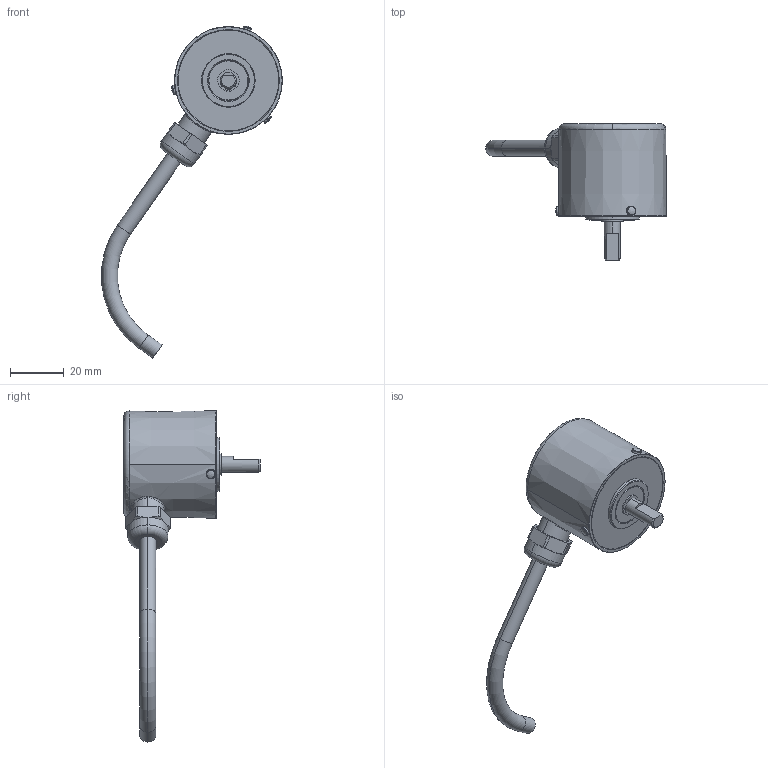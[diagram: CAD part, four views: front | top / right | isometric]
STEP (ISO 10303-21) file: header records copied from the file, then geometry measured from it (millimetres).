
FILE_DESCRIPTION (( 'STEP AP214' ), '1' );
FILE_NAME ('TRD-SR100AWD.STEP', '2021-05-10T14:11:14', ( '' ), ( '' ), 'SwSTEP 2.0', 'SolidWorks 2017', '' );
FILE_SCHEMA (( 'AUTOMOTIVE_DESIGN' ));
Length unit declared in the file: inch
Products named in the file (1): TRD-SR100AWD
Bounding box: 67.45 x 50.94 x 123.9 mm (x, y, z)
Volume: 48696.6 mm3; surface area: 10858.7 mm2
Topology: 1 solids, 1 shells, 166 faces, 415 edges, 261 vertices
Faces by surface type: cylinder 69, plane 37, cone 33, torus 22, sphere 3, bspline 2
Entity records: 6295 total; most frequent: CARTESIAN_POINT 2132, DIRECTION 898, ORIENTED_EDGE 830, EDGE_CURVE 415, AXIS2_PLACEMENT_3D 380, VERTEX_POINT 261, CIRCLE 215, EDGE_LOOP 188
